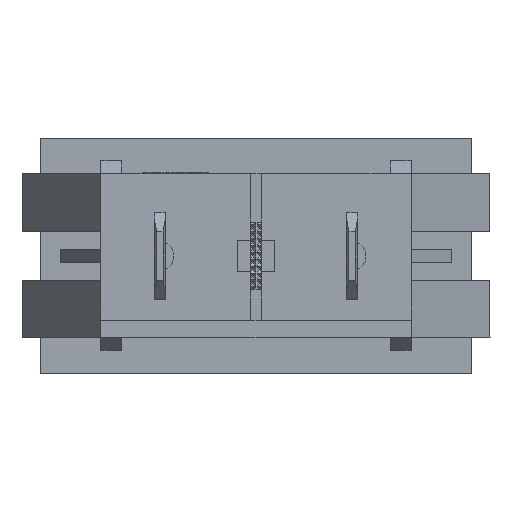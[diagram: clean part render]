
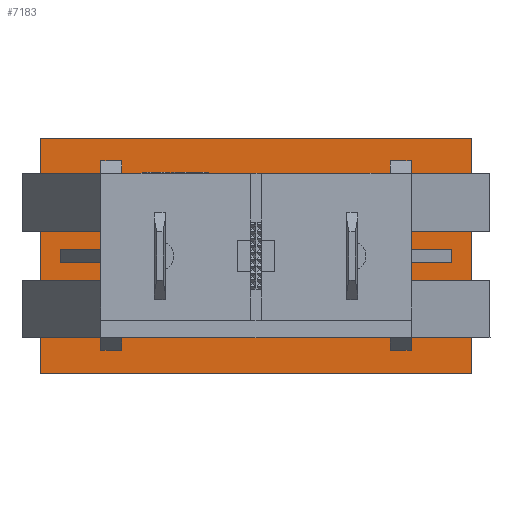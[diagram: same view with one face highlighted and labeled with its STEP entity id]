
A CAD part, front view. The second image highlights one B-rep face of the part: STEP entity #7183.
In plain terms, the highlighted planar face has unit normal (0, -1, 0).
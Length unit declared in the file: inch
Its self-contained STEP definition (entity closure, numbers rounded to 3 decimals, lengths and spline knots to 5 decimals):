
#78=FACE_BOUND('',#601,.T.);
#234=FACE_OUTER_BOUND('',#600,.T.);
#600=EDGE_LOOP('',(#5171,#5172,#5173,#5174));
#601=EDGE_LOOP('',(#5175,#5176,#5177,#5178,#5179,#5180,#5181,#5182,#5183,
#5184,#5185,#5186));
#1361=LINE('',#10782,#2259);
#1365=LINE('',#10824,#2263);
#1371=LINE('',#10883,#2269);
#1372=LINE('',#10885,#2270);
#1373=LINE('',#10888,#2271);
#1374=LINE('',#10890,#2272);
#1375=LINE('',#10892,#2273);
#1376=LINE('',#10894,#2274);
#1377=LINE('',#10896,#2275);
#1378=LINE('',#10898,#2276);
#1379=LINE('',#10900,#2277);
#1380=LINE('',#10902,#2278);
#1381=LINE('',#10904,#2279);
#1382=LINE('',#10906,#2280);
#1383=LINE('',#10908,#2281);
#1384=LINE('',#10909,#2282);
#2259=VECTOR('',#8615,0.3937);
#2263=VECTOR('',#8625,0.3937);
#2269=VECTOR('',#8639,0.3937);
#2270=VECTOR('',#8642,0.3937);
#2271=VECTOR('',#8643,0.3937);
#2272=VECTOR('',#8644,0.3937);
#2273=VECTOR('',#8645,0.3937);
#2274=VECTOR('',#8646,0.3937);
#2275=VECTOR('',#8647,0.3937);
#2276=VECTOR('',#8648,0.3937);
#2277=VECTOR('',#8649,0.3937);
#2278=VECTOR('',#8650,0.3937);
#2279=VECTOR('',#8651,0.3937);
#2280=VECTOR('',#8652,0.3937);
#2281=VECTOR('',#8653,0.3937);
#2282=VECTOR('',#8654,0.3937);
#3136=VERTEX_POINT('',#10779);
#3137=VERTEX_POINT('',#10781);
#3144=VERTEX_POINT('',#10823);
#3153=VERTEX_POINT('',#10881);
#3154=VERTEX_POINT('',#10886);
#3155=VERTEX_POINT('',#10887);
#3156=VERTEX_POINT('',#10889);
#3157=VERTEX_POINT('',#10891);
#3158=VERTEX_POINT('',#10893);
#3159=VERTEX_POINT('',#10895);
#3160=VERTEX_POINT('',#10897);
#3161=VERTEX_POINT('',#10899);
#3162=VERTEX_POINT('',#10901);
#3163=VERTEX_POINT('',#10903);
#3164=VERTEX_POINT('',#10905);
#3165=VERTEX_POINT('',#10907);
#3917=EDGE_CURVE('',#3136,#3137,#1361,.T.);
#3926=EDGE_CURVE('',#3137,#3144,#1365,.T.);
#3939=EDGE_CURVE('',#3153,#3136,#1371,.T.);
#3940=EDGE_CURVE('',#3144,#3153,#1372,.T.);
#3941=EDGE_CURVE('',#3154,#3155,#1373,.T.);
#3942=EDGE_CURVE('',#3155,#3156,#1374,.T.);
#3943=EDGE_CURVE('',#3157,#3156,#1375,.T.);
#3944=EDGE_CURVE('',#3157,#3158,#1376,.T.);
#3945=EDGE_CURVE('',#3158,#3159,#1377,.T.);
#3946=EDGE_CURVE('',#3159,#3160,#1378,.T.);
#3947=EDGE_CURVE('',#3160,#3161,#1379,.T.);
#3948=EDGE_CURVE('',#3161,#3162,#1380,.T.);
#3949=EDGE_CURVE('',#3163,#3162,#1381,.T.);
#3950=EDGE_CURVE('',#3163,#3164,#1382,.T.);
#3951=EDGE_CURVE('',#3164,#3165,#1383,.T.);
#3952=EDGE_CURVE('',#3165,#3154,#1384,.T.);
#5171=ORIENTED_EDGE('',*,*,#3939,.F.);
#5172=ORIENTED_EDGE('',*,*,#3940,.F.);
#5173=ORIENTED_EDGE('',*,*,#3926,.F.);
#5174=ORIENTED_EDGE('',*,*,#3917,.F.);
#5175=ORIENTED_EDGE('',*,*,#3941,.T.);
#5176=ORIENTED_EDGE('',*,*,#3942,.T.);
#5177=ORIENTED_EDGE('',*,*,#3943,.F.);
#5178=ORIENTED_EDGE('',*,*,#3944,.T.);
#5179=ORIENTED_EDGE('',*,*,#3945,.T.);
#5180=ORIENTED_EDGE('',*,*,#3946,.T.);
#5181=ORIENTED_EDGE('',*,*,#3947,.T.);
#5182=ORIENTED_EDGE('',*,*,#3948,.T.);
#5183=ORIENTED_EDGE('',*,*,#3949,.F.);
#5184=ORIENTED_EDGE('',*,*,#3950,.T.);
#5185=ORIENTED_EDGE('',*,*,#3951,.T.);
#5186=ORIENTED_EDGE('',*,*,#3952,.T.);
#6501=PLANE('',#7631);
#7183=ADVANCED_FACE('',(#234,#78),#6501,.F.);
#7631=AXIS2_PLACEMENT_3D('',#10884,#8640,#8641);
#8615=DIRECTION('',(-1.,0.,0.));
#8625=DIRECTION('',(0.,0.,1.));
#8639=DIRECTION('',(0.,0.,-1.));
#8640=DIRECTION('center_axis',(0.,1.,0.));
#8641=DIRECTION('ref_axis',(-1.,0.,0.));
#8642=DIRECTION('',(1.,0.,0.));
#8643=DIRECTION('',(-1.,0.,0.));
#8644=DIRECTION('',(0.,0.,-1.));
#8645=DIRECTION('',(1.,0.,0.));
#8646=DIRECTION('',(0.,0.,1.));
#8647=DIRECTION('',(-1.,0.,0.));
#8648=DIRECTION('',(0.,0.,1.));
#8649=DIRECTION('',(1.,0.,0.));
#8650=DIRECTION('',(0.,0.,1.));
#8651=DIRECTION('',(-1.,0.,0.));
#8652=DIRECTION('',(0.,0.,-1.));
#8653=DIRECTION('',(1.,0.,0.));
#8654=DIRECTION('',(0.,0.,-1.));
#10779=CARTESIAN_POINT('',(0.29244,0.43363,-0.68235));
#10781=CARTESIAN_POINT('',(-0.94256,0.43363,-0.68235));
#10782=CARTESIAN_POINT('',(0.29244,0.43363,-0.68235));
#10823=CARTESIAN_POINT('',(-0.94256,0.43363,-0.00735));
#10824=CARTESIAN_POINT('',(-0.94256,0.43363,-0.68235));
#10881=CARTESIAN_POINT('',(0.29244,0.43363,-0.00735));
#10883=CARTESIAN_POINT('',(0.29244,0.43363,-0.00735));
#10884=CARTESIAN_POINT('Origin',(-0.32506,0.43363,-0.34485));
#10885=CARTESIAN_POINT('',(-0.94256,0.43363,-0.00735));
#10886=CARTESIAN_POINT('',(0.23444,0.43363,-0.36485));
#10887=CARTESIAN_POINT('',(0.11894,0.43363,-0.36485));
#10888=CARTESIAN_POINT('',(-0.08249,0.43363,-0.36485));
#10889=CARTESIAN_POINT('',(0.11894,0.43363,-0.5586));
#10890=CARTESIAN_POINT('',(0.11894,0.43363,-0.1086));
#10891=CARTESIAN_POINT('',(-0.76906,0.43363,-0.5586));
#10892=CARTESIAN_POINT('',(-0.76906,0.43363,-0.5586));
#10893=CARTESIAN_POINT('',(-0.76906,0.43363,-0.36485));
#10894=CARTESIAN_POINT('',(-0.76906,0.43363,-0.5786));
#10895=CARTESIAN_POINT('',(-0.88456,0.43363,-0.36485));
#10896=CARTESIAN_POINT('',(-0.56763,0.43363,-0.36485));
#10897=CARTESIAN_POINT('',(-0.88456,0.43363,-0.32485));
#10898=CARTESIAN_POINT('',(-0.88456,0.43363,-0.34485));
#10899=CARTESIAN_POINT('',(-0.76906,0.43363,-0.32485));
#10900=CARTESIAN_POINT('',(-0.56763,0.43363,-0.32485));
#10901=CARTESIAN_POINT('',(-0.76906,0.43363,-0.1286));
#10902=CARTESIAN_POINT('',(-0.76906,0.43363,-0.5786));
#10903=CARTESIAN_POINT('',(0.11894,0.43363,-0.1286));
#10904=CARTESIAN_POINT('',(0.11894,0.43363,-0.1286));
#10905=CARTESIAN_POINT('',(0.11894,0.43363,-0.32485));
#10906=CARTESIAN_POINT('',(0.11894,0.43363,-0.1086));
#10907=CARTESIAN_POINT('',(0.23444,0.43363,-0.32485));
#10908=CARTESIAN_POINT('',(-0.08249,0.43363,-0.32485));
#10909=CARTESIAN_POINT('',(0.23444,0.43363,-0.34485));
